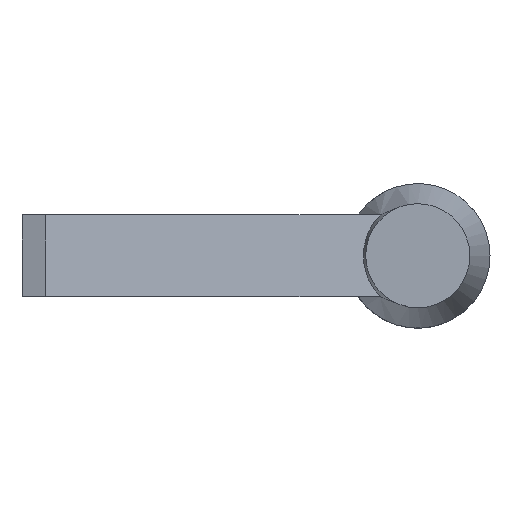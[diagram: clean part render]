
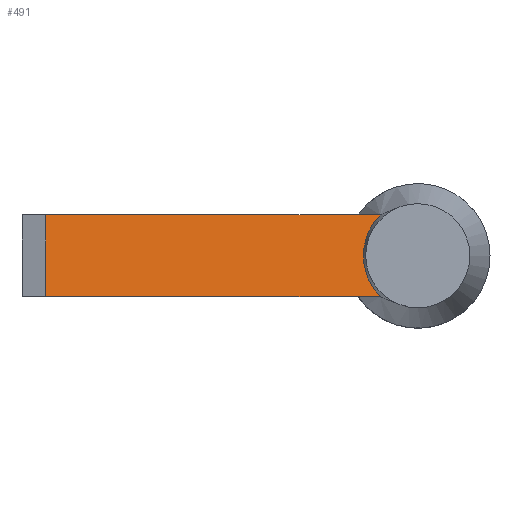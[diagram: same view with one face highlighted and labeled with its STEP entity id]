
A CAD part, top view. The second image highlights one B-rep face of the part: STEP entity #491.
In plain terms, the highlighted planar face has unit normal (0.265, 0, 0.964).
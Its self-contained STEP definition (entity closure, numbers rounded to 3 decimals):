
#296=CARTESIAN_POINT('',(-8.643,0.,31.162));
#297=VERTEX_POINT('',#296);
#304=CARTESIAN_POINT('',(-5.989,-6.5,30.432));
#305=VERTEX_POINT('',#304);
#306=CARTESIAN_POINT('',(-8.643,0.,31.162));
#307=CARTESIAN_POINT('',(-8.643,-0.506,31.162));
#308=CARTESIAN_POINT('',(-8.54,-1.769,31.133));
#309=CARTESIAN_POINT('',(-7.984,-3.657,30.981));
#310=CARTESIAN_POINT('',(-7.04,-5.309,30.721));
#311=CARTESIAN_POINT('',(-6.303,-6.179,30.518));
#312=CARTESIAN_POINT('',(-5.989,-6.5,30.432));
#313=B_SPLINE_CURVE_WITH_KNOTS('',3,(#306,#307,#308,#309,#310,#311,#312),.UNSPECIFIED.,.F.,.U.,(4,1,1,1,4),(0.0,1.521,3.786,5.875,7.248),.UNSPECIFIED.);
#314=EDGE_CURVE('',#297,#305,#313,.T.);
#326=CARTESIAN_POINT('',(-5.989,6.5,30.432));
#327=VERTEX_POINT('',#326);
#337=CARTESIAN_POINT('',(-8.643,0.,31.162));
#338=CARTESIAN_POINT('',(-8.643,0.506,31.162));
#339=CARTESIAN_POINT('',(-8.54,1.769,31.133));
#340=CARTESIAN_POINT('',(-7.984,3.657,30.981));
#341=CARTESIAN_POINT('',(-7.04,5.309,30.721));
#342=CARTESIAN_POINT('',(-6.303,6.179,30.518));
#343=CARTESIAN_POINT('',(-5.989,6.5,30.432));
#344=B_SPLINE_CURVE_WITH_KNOTS('',3,(#337,#338,#339,#340,#341,#342,#343),.UNSPECIFIED.,.F.,.U.,(4,1,1,1,4),(0.0,1.521,3.786,5.875,7.248),.UNSPECIFIED.);
#345=EDGE_CURVE('',#297,#327,#344,.T.);
#443=CARTESIAN_POINT('',(-59.247,-6.5,45.079));
#444=VERTEX_POINT('',#443);
#451=CARTESIAN_POINT('',(-59.247,6.5,45.079));
#452=VERTEX_POINT('',#451);
#453=CARTESIAN_POINT('',(-59.247,-6.5,45.079));
#454=DIRECTION('',(0.0,1.0,0.0));
#455=VECTOR('',#454,13.0);
#456=LINE('',#453,#455);
#457=EDGE_CURVE('',#444,#452,#456,.T.);
#469=CARTESIAN_POINT('',(-59.247,-6.5,45.079));
#470=DIRECTION('',(0.265,0.,0.964));
#471=DIRECTION('',(0.964,0.,-0.265));
#472=AXIS2_PLACEMENT_3D('',#469,#470,#471);
#473=PLANE('',#472);
#474=CARTESIAN_POINT('',(-59.247,-6.5,45.079));
#475=DIRECTION('',(0.964,0.,-0.265));
#476=VECTOR('',#475,55.235);
#477=LINE('',#474,#476);
#478=EDGE_CURVE('',#444,#305,#477,.T.);
#479=ORIENTED_EDGE('',*,*,#478,.T.);
#480=ORIENTED_EDGE('',*,*,#314,.F.);
#481=ORIENTED_EDGE('',*,*,#345,.T.);
#482=CARTESIAN_POINT('',(-59.247,6.5,45.079));
#483=DIRECTION('',(0.964,0.,-0.265));
#484=VECTOR('',#483,55.235);
#485=LINE('',#482,#484);
#486=EDGE_CURVE('',#452,#327,#485,.T.);
#487=ORIENTED_EDGE('',*,*,#486,.F.);
#488=ORIENTED_EDGE('',*,*,#457,.F.);
#489=EDGE_LOOP('',(#479,#480,#481,#487,#488));
#490=FACE_OUTER_BOUND('',#489,.T.);
#491=ADVANCED_FACE('',(#490),#473,.T.);
